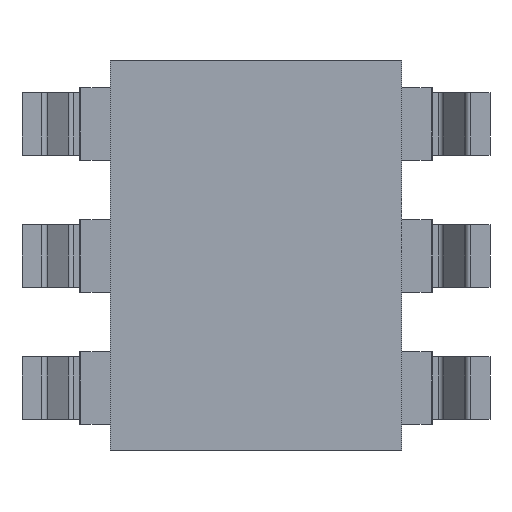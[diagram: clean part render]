
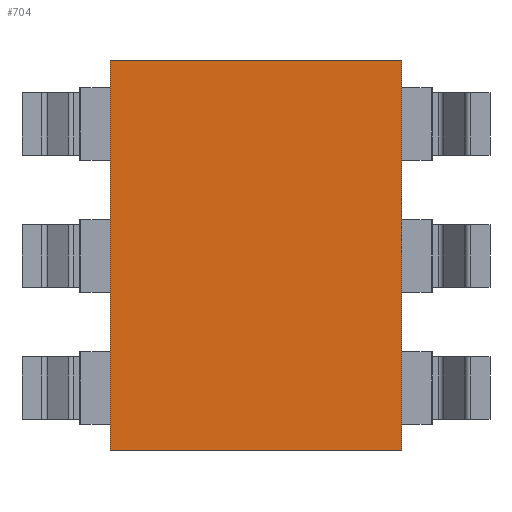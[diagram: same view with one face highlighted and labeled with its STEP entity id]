
A CAD part, front view. The second image highlights one B-rep face of the part: STEP entity #704.
In plain terms, the highlighted planar face has unit normal (0, -1, 0).
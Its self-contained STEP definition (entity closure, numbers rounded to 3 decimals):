
#134 = DIRECTION ( 'NONE',  ( 0., 0., -1. ) ) ;
#253 = LINE ( 'NONE', #4695, #881 ) ;
#704 = ADVANCED_FACE ( 'NONE', ( #2280 ), #5345, .T. ) ;
#854 = LINE ( 'NONE', #7772, #7816 ) ;
#881 = VECTOR ( 'NONE', #3412, 1000. ) ;
#1382 = EDGE_CURVE ( 'NONE', #8234, #7532, #854, .T. ) ;
#2280 = FACE_OUTER_BOUND ( 'NONE', #5422, .T. ) ;
#2832 = VECTOR ( 'NONE', #7820, 1000. ) ;
#3079 = CARTESIAN_POINT ( 'NONE',  ( 5.6, 0., 0. ) ) ;
#3125 = DIRECTION ( 'NONE',  ( -1., 0., 0. ) ) ;
#3412 = DIRECTION ( 'NONE',  ( 1., 0., 0. ) ) ;
#3578 = CARTESIAN_POINT ( 'NONE',  ( 5.6, 0., -7.5 ) ) ;
#3800 = CARTESIAN_POINT ( 'NONE',  ( 5.6, 0., 0. ) ) ;
#3895 = ORIENTED_EDGE ( 'NONE', *, *, #4016, .F. ) ;
#3999 = CARTESIAN_POINT ( 'NONE',  ( 0., 0., -7.5 ) ) ;
#4016 = EDGE_CURVE ( 'NONE', #8610, #4336, #253, .T. ) ;
#4336 = VERTEX_POINT ( 'NONE', #3800 ) ;
#4407 = DIRECTION ( 'NONE',  ( 0., 0., 1. ) ) ;
#4423 = ORIENTED_EDGE ( 'NONE', *, *, #7325, .F. ) ;
#4616 = LINE ( 'NONE', #3079, #2832 ) ;
#4695 = CARTESIAN_POINT ( 'NONE',  ( 0., 0., 0. ) ) ;
#5345 = PLANE ( 'NONE',  #6315 ) ;
#5422 = EDGE_LOOP ( 'NONE', ( #7295, #5612, #4423, #3895 ) ) ;
#5518 = EDGE_CURVE ( 'NONE', #7532, #8610, #8034, .T. ) ;
#5612 = ORIENTED_EDGE ( 'NONE', *, *, #1382, .F. ) ;
#5866 = CARTESIAN_POINT ( 'NONE',  ( 0., 0., 0. ) ) ;
#6062 = VECTOR ( 'NONE', #4407, 1000. ) ;
#6277 = DIRECTION ( 'NONE',  ( 0., -1., 0. ) ) ;
#6315 = AXIS2_PLACEMENT_3D ( 'NONE', #8177, #6277, #134 ) ;
#7295 = ORIENTED_EDGE ( 'NONE', *, *, #5518, .F. ) ;
#7325 = EDGE_CURVE ( 'NONE', #4336, #8234, #4616, .T. ) ;
#7532 = VERTEX_POINT ( 'NONE', #3999 ) ;
#7772 = CARTESIAN_POINT ( 'NONE',  ( 0., 0., -7.5 ) ) ;
#7816 = VECTOR ( 'NONE', #3125, 1000. ) ;
#7820 = DIRECTION ( 'NONE',  ( 0., 0., -1. ) ) ;
#8034 = LINE ( 'NONE', #8428, #6062 ) ;
#8177 = CARTESIAN_POINT ( 'NONE',  ( 0., 0., 0. ) ) ;
#8234 = VERTEX_POINT ( 'NONE', #3578 ) ;
#8428 = CARTESIAN_POINT ( 'NONE',  ( 0., 0., 0. ) ) ;
#8610 = VERTEX_POINT ( 'NONE', #5866 ) ;
